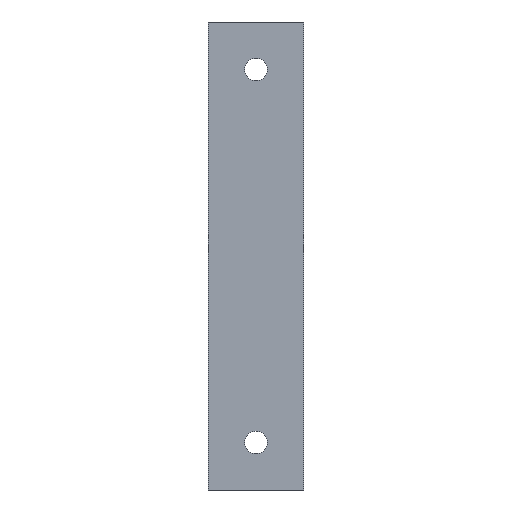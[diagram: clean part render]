
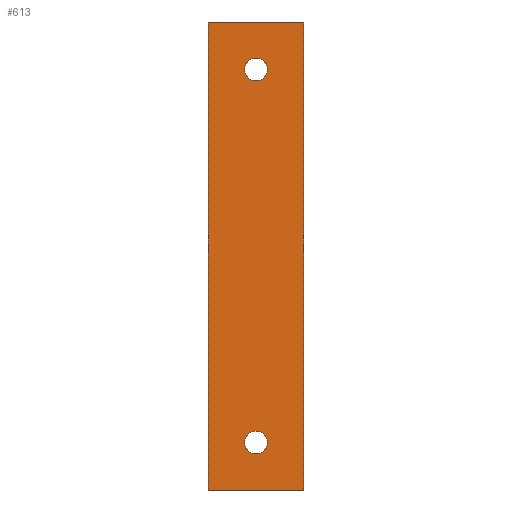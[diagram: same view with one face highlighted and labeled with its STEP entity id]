
A CAD part, front view. The second image highlights one B-rep face of the part: STEP entity #613.
In plain terms, the highlighted planar face has unit normal (0, -1, 0).
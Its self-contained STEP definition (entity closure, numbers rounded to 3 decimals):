
#1 = EDGE_CURVE ( 'NONE', #318, #452, #603, .T. ) ;
#7 = LINE ( 'NONE', #147, #442 ) ;
#15 = FACE_BOUND ( 'NONE', #150, .T. ) ;
#36 = ORIENTED_EDGE ( 'NONE', *, *, #530, .T. ) ;
#43 = ORIENTED_EDGE ( 'NONE', *, *, #306, .F. ) ;
#46 = ORIENTED_EDGE ( 'NONE', *, *, #341, .F. ) ;
#54 = DIRECTION ( 'NONE',  ( 0., 0., -1. ) ) ;
#57 = DIRECTION ( 'NONE',  ( 0., 1., 0. ) ) ;
#59 = EDGE_CURVE ( 'NONE', #295, #122, #165, .T. ) ;
#73 = ORIENTED_EDGE ( 'NONE', *, *, #499, .F. ) ;
#108 = DIRECTION ( 'NONE',  ( 1., 0., 0. ) ) ;
#112 = EDGE_CURVE ( 'NONE', #174, #452, #365, .T. ) ;
#122 = VERTEX_POINT ( 'NONE', #270 ) ;
#134 = DIRECTION ( 'NONE',  ( 1., 0., 0. ) ) ;
#137 = DIRECTION ( 'NONE',  ( 0., -1., 0. ) ) ;
#138 = DIRECTION ( 'NONE',  ( 0., -1., 0. ) ) ;
#140 = ORIENTED_EDGE ( 'NONE', *, *, #112, .T. ) ;
#147 = CARTESIAN_POINT ( 'NONE',  ( -17.96, -37.334, 250. ) ) ;
#149 = DIRECTION ( 'NONE',  ( 1., 0., 0. ) ) ;
#150 = EDGE_LOOP ( 'NONE', ( #73, #43 ) ) ;
#158 = AXIS2_PLACEMENT_3D ( 'NONE', #601, #159, #357 ) ;
#159 = DIRECTION ( 'NONE',  ( 0., -1., 0. ) ) ;
#164 = CARTESIAN_POINT ( 'NONE',  ( 32.84, -37.334, 250. ) ) ;
#165 = CIRCLE ( 'NONE', #229, 6. ) ;
#171 = VERTEX_POINT ( 'NONE', #372 ) ;
#174 = VERTEX_POINT ( 'NONE', #521 ) ;
#186 = AXIS2_PLACEMENT_3D ( 'NONE', #451, #138, #149 ) ;
#206 = PLANE ( 'NONE',  #590 ) ;
#208 = CARTESIAN_POINT ( 'NONE',  ( 13.44, -37.334, 224.6 ) ) ;
#215 = EDGE_CURVE ( 'NONE', #337, #318, #473, .T. ) ;
#229 = AXIS2_PLACEMENT_3D ( 'NONE', #450, #562, #311 ) ;
#240 = CIRCLE ( 'NONE', #158, 6. ) ;
#251 = DIRECTION ( 'NONE',  ( -1., 0., 0. ) ) ;
#255 = CARTESIAN_POINT ( 'NONE',  ( 32.84, -37.334, 250. ) ) ;
#259 = CARTESIAN_POINT ( 'NONE',  ( -17.96, -37.334, 250. ) ) ;
#270 = CARTESIAN_POINT ( 'NONE',  ( 1.44, -37.334, 224.6 ) ) ;
#291 = EDGE_LOOP ( 'NONE', ( #140, #575, #571, #36 ) ) ;
#292 = CIRCLE ( 'NONE', #371, 6. ) ;
#295 = VERTEX_POINT ( 'NONE', #208 ) ;
#301 = FACE_BOUND ( 'NONE', #415, .T. ) ;
#306 = EDGE_CURVE ( 'NONE', #171, #490, #240, .T. ) ;
#309 = CARTESIAN_POINT ( 'NONE',  ( 32.84, -37.334, 250. ) ) ;
#311 = DIRECTION ( 'NONE',  ( 1., 0., 0. ) ) ;
#318 = VERTEX_POINT ( 'NONE', #309 ) ;
#323 = ORIENTED_EDGE ( 'NONE', *, *, #59, .F. ) ;
#337 = VERTEX_POINT ( 'NONE', #259 ) ;
#341 = EDGE_CURVE ( 'NONE', #122, #295, #420, .T. ) ;
#357 = DIRECTION ( 'NONE',  ( 1., 0., 0. ) ) ;
#365 = LINE ( 'NONE', #518, #558 ) ;
#371 = AXIS2_PLACEMENT_3D ( 'NONE', #572, #137, #134 ) ;
#372 = CARTESIAN_POINT ( 'NONE',  ( 1.44, -37.334, 25.4 ) ) ;
#398 = CARTESIAN_POINT ( 'NONE',  ( 32.84, -37.334, 250. ) ) ;
#415 = EDGE_LOOP ( 'NONE', ( #323, #46 ) ) ;
#420 = CIRCLE ( 'NONE', #186, 6. ) ;
#427 = CARTESIAN_POINT ( 'NONE',  ( 32.84, -37.334, 0. ) ) ;
#442 = VECTOR ( 'NONE', #54, 1000. ) ;
#450 = CARTESIAN_POINT ( 'NONE',  ( 7.44, -37.334, 224.6 ) ) ;
#451 = CARTESIAN_POINT ( 'NONE',  ( 7.44, -37.334, 224.6 ) ) ;
#452 = VERTEX_POINT ( 'NONE', #427 ) ;
#473 = LINE ( 'NONE', #398, #610 ) ;
#475 = CARTESIAN_POINT ( 'NONE',  ( 13.44, -37.334, 25.4 ) ) ;
#490 = VERTEX_POINT ( 'NONE', #475 ) ;
#499 = EDGE_CURVE ( 'NONE', #490, #171, #292, .T. ) ;
#518 = CARTESIAN_POINT ( 'NONE',  ( 32.84, -37.334, 0. ) ) ;
#521 = CARTESIAN_POINT ( 'NONE',  ( -17.96, -37.334, 0. ) ) ;
#530 = EDGE_CURVE ( 'NONE', #337, #174, #7, .T. ) ;
#547 = VECTOR ( 'NONE', #557, 1000. ) ;
#557 = DIRECTION ( 'NONE',  ( 0., 0., -1. ) ) ;
#558 = VECTOR ( 'NONE', #566, 1000. ) ;
#562 = DIRECTION ( 'NONE',  ( 0., -1., 0. ) ) ;
#566 = DIRECTION ( 'NONE',  ( 1., 0., 0. ) ) ;
#571 = ORIENTED_EDGE ( 'NONE', *, *, #215, .F. ) ;
#572 = CARTESIAN_POINT ( 'NONE',  ( 7.44, -37.334, 25.4 ) ) ;
#575 = ORIENTED_EDGE ( 'NONE', *, *, #1, .F. ) ;
#590 = AXIS2_PLACEMENT_3D ( 'NONE', #255, #57, #251 ) ;
#597 = FACE_OUTER_BOUND ( 'NONE', #291, .T. ) ;
#601 = CARTESIAN_POINT ( 'NONE',  ( 7.44, -37.334, 25.4 ) ) ;
#603 = LINE ( 'NONE', #164, #547 ) ;
#610 = VECTOR ( 'NONE', #108, 1000. ) ;
#613 = ADVANCED_FACE ( 'NONE', ( #15, #301, #597 ), #206, .F. ) ;
